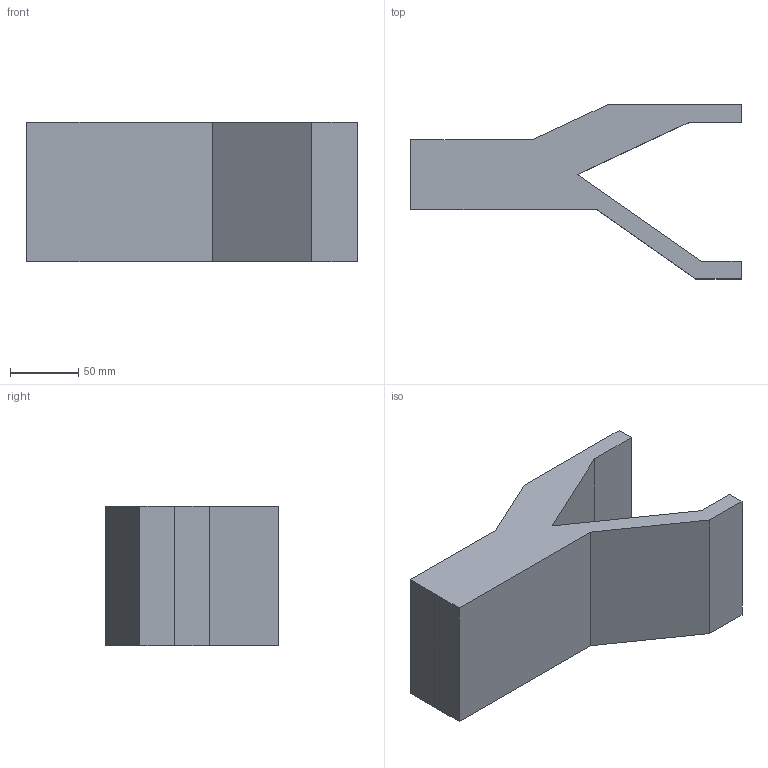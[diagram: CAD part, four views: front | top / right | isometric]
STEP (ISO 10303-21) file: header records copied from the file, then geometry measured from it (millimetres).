
FILE_DESCRIPTION((('kittycad.io export')), '2;1');
FILE_NAME('dump.step', '1970-01-01T00:00:00.0+00:00', ('Author unknown'), ('Organization unknown'), 'kittycad.io beta', 'kittycad.io', 'Authorization unknown');
FILE_SCHEMA(('AP203_CONFIGURATION_CONTROLLED_3D_DESIGN_OF_MECHANICAL_PARTS_AND_ASSEMBLIES_MIM_LF'));
Length unit declared in the file: metre
Products named in the file (1): UNIDENTIFIED_PRODUCT
Bounding box: 241.3 x 127 x 101.6 mm (x, y, z)
Volume: 1140579.9 mm3; surface area: 108662.8 mm2
Topology: 1 solids, 1 shells, 16 faces, 42 edges, 28 vertices
Faces by surface type: plane 16
Entity records: 474 total; most frequent: CARTESIAN_POINT 86, ORIENTED_EDGE 84, DIRECTION 58, VECTOR 42, LINE 42, EDGE_CURVE 42, VERTEX_POINT 28, EDGE_LOOP 16
